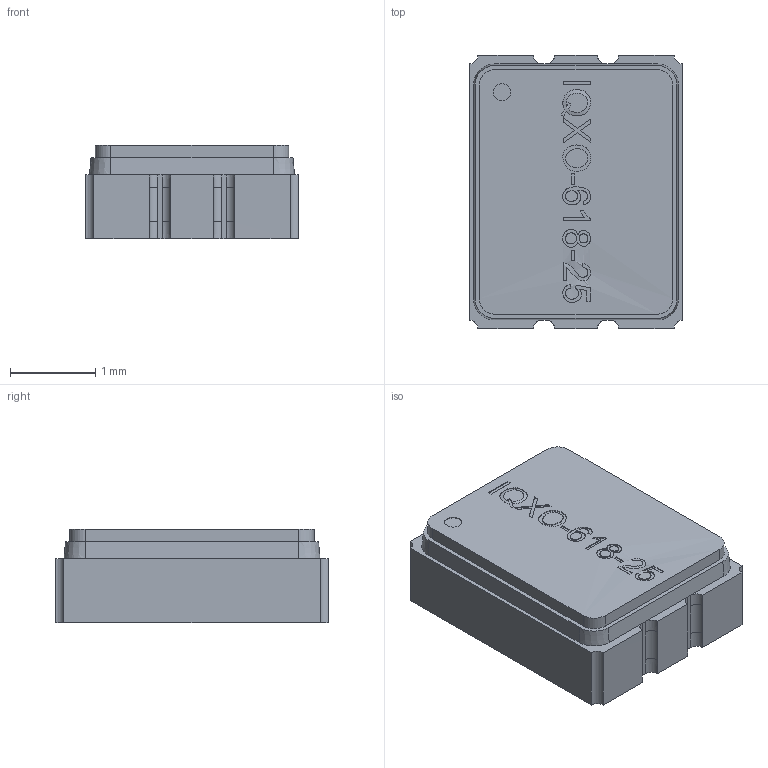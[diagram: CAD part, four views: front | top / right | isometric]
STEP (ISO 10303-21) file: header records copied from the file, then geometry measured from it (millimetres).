
FILE_DESCRIPTION(/* description */ ('Unknown'),/* implementation_level */ '2;1');
FILE_NAME(/* name */ 'Y_Wurth_WE-SPXO-IQXO-618-25',/* time_stamp */ '2025-09-03T17:24:09+08:00',/* author */ ('Unknown'),/* organization */ ('Unknown'),/* preprocessor_version */ 'ST-DEVELOPER v19.4',/* originating_system */ 'Solid Edge',/* authorisation */ 'Unknown');
FILE_SCHEMA (('AUTOMOTIVE_DESIGN {1 0 10303 214 3 1 1}'));
Length unit declared in the file: millimetre
Products named in the file (2): Y_Wurth_WE-SPXO-IQXO-618-25
Assembly tree (1 placements, depth 2):
  Y_Wurth_WE-SPXO-IQXO-618-25
    Y_Wurth_WE-SPXO-IQXO-618-25
Bounding box: 2.5 x 3.2 x 1.1 mm (x, y, z)
Volume: 8.3 mm3; surface area: 28 mm2
Topology: 1 solids, 1 shells, 142 faces, 366 edges, 244 vertices
Faces by surface type: plane 84, cylinder 42, bspline 12, cone 4
Full cylindrical faces by diameter (mm): 0.2 x1
Entity records: 5709 total; most frequent: CARTESIAN_POINT 1626, ORIENTED_EDGE 720, DIRECTION 459, EDGE_CURVE 360, VERTEX_POINT 244, B_SPLINE_CURVE_WITH_KNOTS 207, AXIS2_PLACEMENT_3D 174, EDGE_LOOP 166
